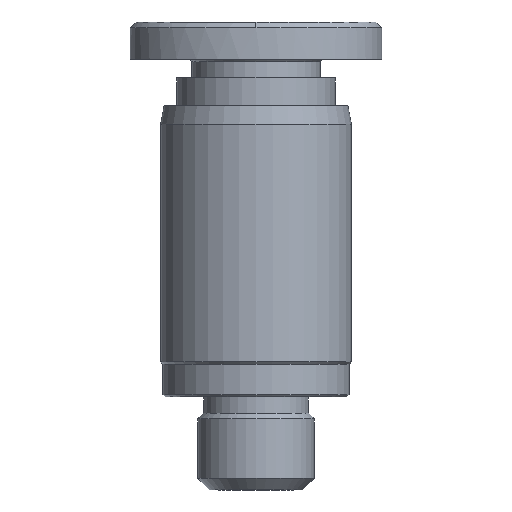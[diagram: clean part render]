
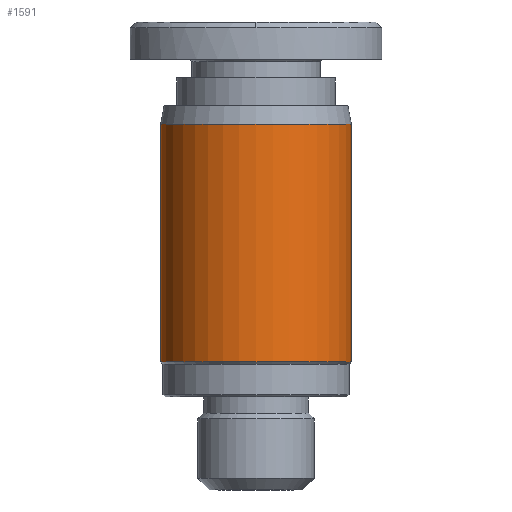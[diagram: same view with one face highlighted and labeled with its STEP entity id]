
A CAD part, left-side view. The second image highlights one B-rep face of the part: STEP entity #1591.
In plain terms, the highlighted cylindrical face has radius 4.1 mm (diameter 8.2 mm), a partial arc.
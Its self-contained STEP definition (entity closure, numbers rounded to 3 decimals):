
#258 = CARTESIAN_POINT ( 'NONE',  ( -4.1, 0., 9.35 ) ) ;
#469 = ORIENTED_EDGE ( 'NONE', *, *, #5632, .T. ) ;
#504 = CIRCLE ( 'NONE', #12879, 4.1 ) ;
#715 = VECTOR ( 'NONE', #4311, 1000. ) ;
#1591 = ADVANCED_FACE ( 'NONE', ( #8794 ), #3364, .T. ) ;
#1892 = CARTESIAN_POINT ( 'NONE',  ( -4.1, 0., 4.25 ) ) ;
#2328 = ORIENTED_EDGE ( 'NONE', *, *, #3303, .F. ) ;
#2932 = LINE ( 'NONE', #1892, #715 ) ;
#3303 = EDGE_CURVE ( 'NONE', #9191, #13360, #13448, .T. ) ;
#3364 = CYLINDRICAL_SURFACE ( 'NONE', #5149, 4.1 ) ;
#3815 = CARTESIAN_POINT ( 'NONE',  ( 4.1, 0., -0.85 ) ) ;
#4311 = DIRECTION ( 'NONE',  ( 0., 0., 1. ) ) ;
#4468 = CARTESIAN_POINT ( 'NONE',  ( 0., 0., -0.85 ) ) ;
#5021 = DIRECTION ( 'NONE',  ( 1., 0., 0. ) ) ;
#5100 = CIRCLE ( 'NONE', #7789, 4.1 ) ;
#5111 = ORIENTED_EDGE ( 'NONE', *, *, #7177, .T. ) ;
#5149 = AXIS2_PLACEMENT_3D ( 'NONE', #11150, #6738, #5021 ) ;
#5632 = EDGE_CURVE ( 'NONE', #7094, #10252, #2932, .T. ) ;
#6738 = DIRECTION ( 'NONE',  ( 0., 0., 1. ) ) ;
#7094 = VERTEX_POINT ( 'NONE', #8831 ) ;
#7119 = CARTESIAN_POINT ( 'NONE',  ( 4.1, 0., 4.25 ) ) ;
#7176 = DIRECTION ( 'NONE',  ( 0., 0., -1. ) ) ;
#7177 = EDGE_CURVE ( 'NONE', #9191, #7094, #504, .T. ) ;
#7789 = AXIS2_PLACEMENT_3D ( 'NONE', #8201, #7176, #9410 ) ;
#8201 = CARTESIAN_POINT ( 'NONE',  ( 0., 0., 9.35 ) ) ;
#8421 = EDGE_LOOP ( 'NONE', ( #5111, #469, #12590, #2328 ) ) ;
#8794 = FACE_OUTER_BOUND ( 'NONE', #8421, .T. ) ;
#8831 = CARTESIAN_POINT ( 'NONE',  ( -4.1, 0., -0.85 ) ) ;
#8925 = DIRECTION ( 'NONE',  ( 0., 0., 1. ) ) ;
#9191 = VERTEX_POINT ( 'NONE', #3815 ) ;
#9355 = DIRECTION ( 'NONE',  ( 0., 0., 1. ) ) ;
#9410 = DIRECTION ( 'NONE',  ( 1., 0., 0. ) ) ;
#10062 = DIRECTION ( 'NONE',  ( 1., 0., 0. ) ) ;
#10252 = VERTEX_POINT ( 'NONE', #258 ) ;
#10973 = EDGE_CURVE ( 'NONE', #10252, #13360, #5100, .T. ) ;
#11150 = CARTESIAN_POINT ( 'NONE',  ( 0., 0., 4.25 ) ) ;
#11196 = VECTOR ( 'NONE', #9355, 1000. ) ;
#12590 = ORIENTED_EDGE ( 'NONE', *, *, #10973, .T. ) ;
#12879 = AXIS2_PLACEMENT_3D ( 'NONE', #4468, #8925, #10062 ) ;
#13360 = VERTEX_POINT ( 'NONE', #13961 ) ;
#13448 = LINE ( 'NONE', #7119, #11196 ) ;
#13961 = CARTESIAN_POINT ( 'NONE',  ( 4.1, 0., 9.35 ) ) ;
